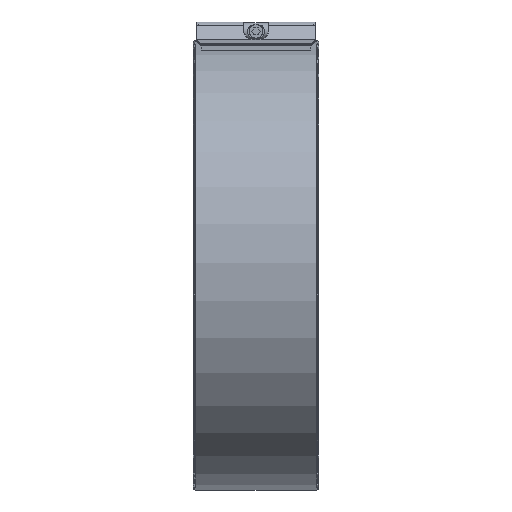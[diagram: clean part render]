
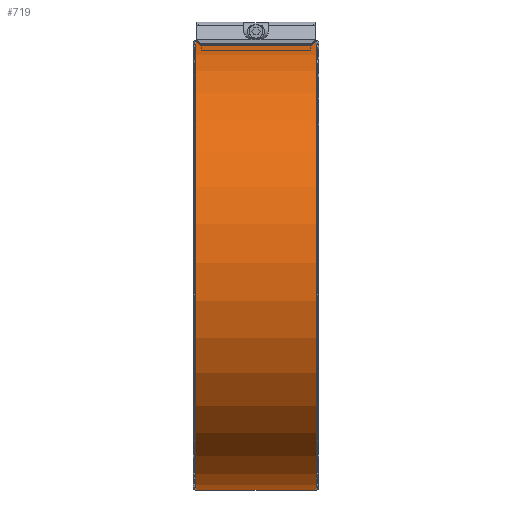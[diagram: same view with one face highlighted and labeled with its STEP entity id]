
A CAD part, front view. The second image highlights one B-rep face of the part: STEP entity #719.
In plain terms, the highlighted cylindrical face has radius 161.5 mm (diameter 323 mm), a partial arc.
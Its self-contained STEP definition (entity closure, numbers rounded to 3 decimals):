
#105=ELLIPSE('',#2525,323.,161.5);
#106=ELLIPSE('',#2527,323.,161.5);
#250=LINE('',#3801,#440);
#251=LINE('',#3805,#441);
#440=VECTOR('',#2995,1.);
#441=VECTOR('',#2998,1.);
#616=CYLINDRICAL_SURFACE('',#2528,161.5);
#719=ADVANCED_FACE('',(#912),#616,.T.);
#912=FACE_OUTER_BOUND('',#1082,.T.);
#1082=EDGE_LOOP('',(#1440,#1441,#1442,#1443,#1444,#1445));
#1440=ORIENTED_EDGE('',*,*,#2143,.F.);
#1441=ORIENTED_EDGE('',*,*,#2144,.T.);
#1442=ORIENTED_EDGE('',*,*,#2140,.F.);
#1443=ORIENTED_EDGE('',*,*,#2145,.T.);
#1444=ORIENTED_EDGE('',*,*,#2146,.T.);
#1445=ORIENTED_EDGE('',*,*,#2147,.F.);
#1892=VERTEX_POINT('',#3775);
#1893=VERTEX_POINT('',#3776);
#1894=VERTEX_POINT('',#3802);
#1895=VERTEX_POINT('',#3803);
#1896=VERTEX_POINT('',#3806);
#1897=VERTEX_POINT('',#3808);
#2140=EDGE_CURVE('',#1892,#1893,#2352,.T.);
#2143=EDGE_CURVE('',#1894,#1895,#250,.T.);
#2144=EDGE_CURVE('',#1894,#1893,#105,.T.);
#2145=EDGE_CURVE('',#1892,#1896,#251,.T.);
#2146=EDGE_CURVE('',#1896,#1897,#2354,.T.);
#2147=EDGE_CURVE('',#1895,#1897,#106,.T.);
#2352=CIRCLE('',#2522,161.5);
#2354=CIRCLE('',#2526,161.5);
#2522=AXIS2_PLACEMENT_3D('',#3774,#2989,#2990);
#2525=AXIS2_PLACEMENT_3D('',#3804,#2996,#2997);
#2526=AXIS2_PLACEMENT_3D('',#3807,#2999,#3000);
#2527=AXIS2_PLACEMENT_3D('',#3809,#3001,#3002);
#2528=AXIS2_PLACEMENT_3D('',#3810,#3003,#3004);
#2989=DIRECTION('',(-1.,0.,0.));
#2990=DIRECTION('',(0.,0.,1.));
#2995=DIRECTION('',(1.,0.,0.));
#2996=DIRECTION('',(0.5,-0.866,0.));
#2997=DIRECTION('',(-0.866,-0.5,0.));
#2998=DIRECTION('',(1.,0.,0.));
#2999=DIRECTION('',(-1.,0.,0.));
#3000=DIRECTION('',(0.,0.,1.));
#3001=DIRECTION('',(0.5,0.866,0.));
#3002=DIRECTION('',(-0.866,0.5,0.));
#3003=DIRECTION('',(-1.,0.,0.));
#3004=DIRECTION('',(0.,0.,1.));
#3774=CARTESIAN_POINT('',(-43.45,0.,0.));
#3775=CARTESIAN_POINT('',(-43.45,15.365,160.767));
#3776=CARTESIAN_POINT('',(-43.45,-2.425,161.482));
#3801=CARTESIAN_POINT('',(-43.45,0.,161.5));
#3802=CARTESIAN_POINT('',(-39.25,0.,161.5));
#3803=CARTESIAN_POINT('',(39.25,0.,161.5));
#3804=CARTESIAN_POINT('',(-39.25,0.,0.));
#3805=CARTESIAN_POINT('',(-43.45,15.365,160.767));
#3806=CARTESIAN_POINT('',(43.45,15.365,160.767));
#3807=CARTESIAN_POINT('',(43.45,0.,0.));
#3808=CARTESIAN_POINT('',(43.45,-2.425,161.482));
#3809=CARTESIAN_POINT('',(39.25,0.,0.));
#3810=CARTESIAN_POINT('',(0.,0.,0.));
